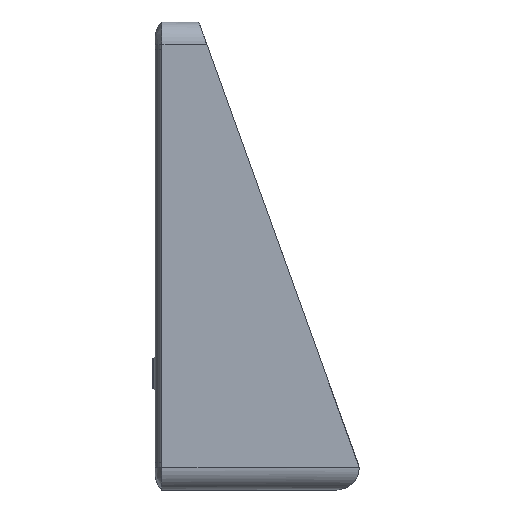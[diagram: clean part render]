
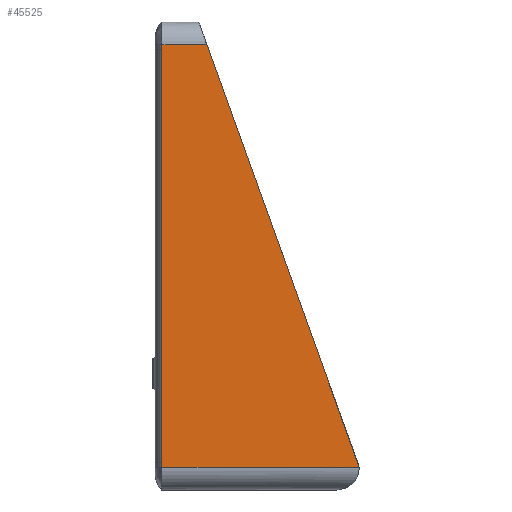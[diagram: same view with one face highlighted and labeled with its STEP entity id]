
A CAD part, left-side view. The second image highlights one B-rep face of the part: STEP entity #45525.
In plain terms, the highlighted planar face has unit normal (-1, 0, 0).
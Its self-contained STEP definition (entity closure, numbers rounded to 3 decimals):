
#5544=FACE_OUTER_BOUND('',#8273,.T.);
#8273=EDGE_LOOP('',(#40969,#40970,#40971,#40972,#40973));
#12773=LINE('',#75343,#17507);
#13001=LINE('',#77536,#17735);
#13010=LINE('',#77588,#17744);
#13011=LINE('',#77590,#17745);
#13012=LINE('',#77591,#17746);
#17507=VECTOR('',#59126,10.);
#17735=VECTOR('',#59594,10.);
#17744=VECTOR('',#59633,10.);
#17745=VECTOR('',#59634,10.);
#17746=VECTOR('',#59635,10.);
#21699=VERTEX_POINT('',#75340);
#21700=VERTEX_POINT('',#75342);
#21925=VERTEX_POINT('',#77534);
#21934=VERTEX_POINT('',#77587);
#21935=VERTEX_POINT('',#77589);
#27872=EDGE_CURVE('',#21699,#21700,#12773,.T.);
#28274=EDGE_CURVE('',#21925,#21699,#13001,.T.);
#28290=EDGE_CURVE('',#21934,#21925,#13010,.T.);
#28291=EDGE_CURVE('',#21935,#21934,#13011,.T.);
#28292=EDGE_CURVE('',#21700,#21935,#13012,.T.);
#40969=ORIENTED_EDGE('',*,*,#28274,.F.);
#40970=ORIENTED_EDGE('',*,*,#28290,.F.);
#40971=ORIENTED_EDGE('',*,*,#28291,.F.);
#40972=ORIENTED_EDGE('',*,*,#28292,.F.);
#40973=ORIENTED_EDGE('',*,*,#27872,.F.);
#42611=PLANE('',#48940);
#45525=ADVANCED_FACE('',(#5544),#42611,.T.);
#48940=AXIS2_PLACEMENT_3D('',#77586,#59631,#59632);
#59126=DIRECTION('',(0.,-0.339,-0.941));
#59594=DIRECTION('',(0.,-1.,0.));
#59631=DIRECTION('center_axis',(-1.,0.,0.));
#59632=DIRECTION('ref_axis',(0.,0.,1.));
#59633=DIRECTION('',(0.,0.,1.));
#59634=DIRECTION('',(0.,1.,0.));
#59635=DIRECTION('',(0.,0.,-1.));
#75340=CARTESIAN_POINT('',(-8.,3.196,3.));
#75342=CARTESIAN_POINT('',(-8.,-30.,-89.));
#75343=CARTESIAN_POINT('',(-8.,-20.322,-62.178));
#77534=CARTESIAN_POINT('',(-8.,13.,3.));
#77536=CARTESIAN_POINT('',(-8.,0.,3.));
#77586=CARTESIAN_POINT('Origin',(-8.,0.,-94.01));
#77587=CARTESIAN_POINT('',(-8.,13.,-89.01));
#77588=CARTESIAN_POINT('',(-8.,13.,-94.01));
#77589=CARTESIAN_POINT('',(-8.,-30.,-89.01));
#77590=CARTESIAN_POINT('',(-8.,0.,-89.01));
#77591=CARTESIAN_POINT('',(-8.,-30.,-94.01));
